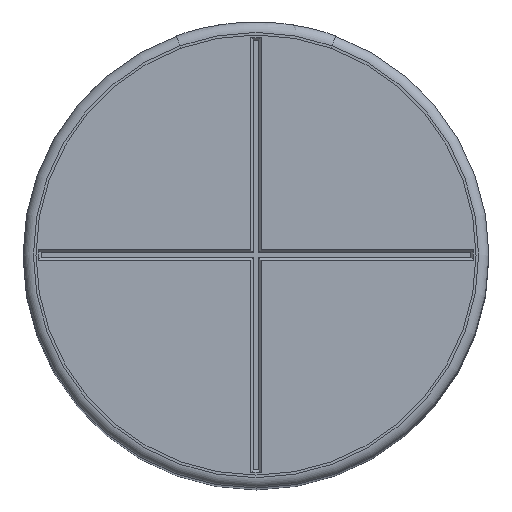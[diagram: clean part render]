
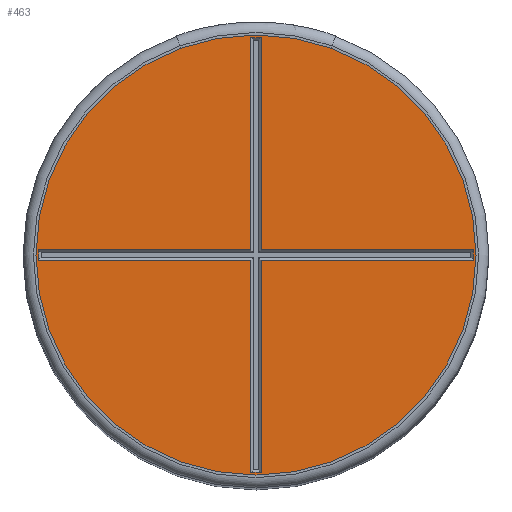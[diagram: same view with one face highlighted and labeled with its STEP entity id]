
A CAD part, top view. The second image highlights one B-rep face of the part: STEP entity #463.
In plain terms, the highlighted planar face has unit normal (0, 0, 1).
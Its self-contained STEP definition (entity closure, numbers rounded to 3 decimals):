
#463=ADVANCED_FACE('',(#1087,#1089),#1091,.T.);
#1087=FACE_BOUND('',#1088,.T.);
#1088=EDGE_LOOP('',(#1580));
#1089=FACE_BOUND('',#1090,.T.);
#1090=EDGE_LOOP('',(#1581,#1582,#1583,#1584,#1585,#1586,#1587,#1588,#1589,#1590,
#1591,#1592));
#1091=PLANE('',#1092);
#1092=AXIS2_PLACEMENT_3D('',#1093,#1094,#1095);
#1093=CARTESIAN_POINT('',(0.,0.,44.9));
#1094=DIRECTION('',(0.,0.,1.));
#1095=DIRECTION('',(1.,0.,0.));
#1580=ORIENTED_EDGE('',*,*,#1852,.T.);
#1581=ORIENTED_EDGE('',*,*,#1858,.T.);
#1582=ORIENTED_EDGE('',*,*,#1859,.T.);
#1583=ORIENTED_EDGE('',*,*,#1860,.T.);
#1584=ORIENTED_EDGE('',*,*,#1861,.T.);
#1585=ORIENTED_EDGE('',*,*,#1862,.T.);
#1586=ORIENTED_EDGE('',*,*,#1863,.T.);
#1587=ORIENTED_EDGE('',*,*,#1864,.T.);
#1588=ORIENTED_EDGE('',*,*,#1865,.T.);
#1589=ORIENTED_EDGE('',*,*,#1866,.T.);
#1590=ORIENTED_EDGE('',*,*,#1867,.T.);
#1591=ORIENTED_EDGE('',*,*,#1868,.T.);
#1592=ORIENTED_EDGE('',*,*,#1869,.T.);
#1852=EDGE_CURVE('',#2134,#2134,#2135,.T.);
#1858=EDGE_CURVE('',#2146,#2147,#2148,.F.);
#1859=EDGE_CURVE('',#2147,#2149,#2150,.F.);
#1860=EDGE_CURVE('',#2149,#2151,#2152,.F.);
#1861=EDGE_CURVE('',#2151,#2153,#2154,.F.);
#1862=EDGE_CURVE('',#2153,#2155,#2156,.F.);
#1863=EDGE_CURVE('',#2155,#2157,#2158,.F.);
#1864=EDGE_CURVE('',#2157,#2159,#2160,.F.);
#1865=EDGE_CURVE('',#2159,#2161,#2162,.F.);
#1866=EDGE_CURVE('',#2161,#2163,#2164,.F.);
#1867=EDGE_CURVE('',#2163,#2165,#2166,.F.);
#1868=EDGE_CURVE('',#2165,#2167,#2168,.F.);
#1869=EDGE_CURVE('',#2167,#2146,#2169,.F.);
#2134=VERTEX_POINT('',#2792);
#2135=CIRCLE('',#2793,8.5);
#2146=VERTEX_POINT('',#2820);
#2147=VERTEX_POINT('',#2821);
#2148=LINE('',#2822,#2823);
#2149=VERTEX_POINT('',#2825);
#2150=LINE('',#2826,#2827);
#2151=VERTEX_POINT('',#2829);
#2152=LINE('',#2830,#2831);
#2153=VERTEX_POINT('',#2833);
#2154=LINE('',#2834,#2835);
#2155=VERTEX_POINT('',#2837);
#2156=LINE('',#2838,#2839);
#2157=VERTEX_POINT('',#2841);
#2158=LINE('',#2842,#2843);
#2159=VERTEX_POINT('',#2845);
#2160=LINE('',#2846,#2847);
#2161=VERTEX_POINT('',#2849);
#2162=LINE('',#2850,#2851);
#2163=VERTEX_POINT('',#2853);
#2164=LINE('',#2854,#2855);
#2165=VERTEX_POINT('',#2857);
#2166=LINE('',#2858,#2859);
#2167=VERTEX_POINT('',#2861);
#2168=LINE('',#2862,#2863);
#2169=LINE('',#2865,#2866);
#2792=CARTESIAN_POINT('',(8.5,0.,44.9));
#2793=AXIS2_PLACEMENT_3D('',#2794,#2795,#2796);
#2794=CARTESIAN_POINT('',(0.,0.,44.9));
#2795=DIRECTION('',(0.,0.,1.));
#2796=DIRECTION('',(1.,0.,0.));
#2820=CARTESIAN_POINT('',(-0.2,-0.2,44.9));
#2821=CARTESIAN_POINT('',(-8.4,-0.2,44.9));
#2822=CARTESIAN_POINT('',(-8.4,-0.2,44.9));
#2823=VECTOR('',#2824,1.);
#2824=DIRECTION('',(1.,0.,0.));
#2825=CARTESIAN_POINT('',(-8.4,0.2,44.9));
#2826=CARTESIAN_POINT('',(-8.4,0.2,44.9));
#2827=VECTOR('',#2828,1.);
#2828=DIRECTION('',(0.,-1.,0.));
#2829=CARTESIAN_POINT('',(-0.2,0.2,44.9));
#2830=CARTESIAN_POINT('',(-0.2,0.2,44.9));
#2831=VECTOR('',#2832,1.);
#2832=DIRECTION('',(-1.,0.,0.));
#2833=CARTESIAN_POINT('',(-0.2,8.4,44.9));
#2834=CARTESIAN_POINT('',(-0.2,8.4,44.9));
#2835=VECTOR('',#2836,1.);
#2836=DIRECTION('',(0.,-1.,0.));
#2837=CARTESIAN_POINT('',(0.2,8.4,44.9));
#2838=CARTESIAN_POINT('',(0.2,8.4,44.9));
#2839=VECTOR('',#2840,1.);
#2840=DIRECTION('',(-1.,0.,0.));
#2841=CARTESIAN_POINT('',(0.2,0.2,44.9));
#2842=CARTESIAN_POINT('',(0.2,0.2,44.9));
#2843=VECTOR('',#2844,1.);
#2844=DIRECTION('',(0.,1.,0.));
#2845=CARTESIAN_POINT('',(8.4,0.2,44.9));
#2846=CARTESIAN_POINT('',(8.4,0.2,44.9));
#2847=VECTOR('',#2848,1.);
#2848=DIRECTION('',(-1.,0.,0.));
#2849=CARTESIAN_POINT('',(8.4,-0.2,44.9));
#2850=CARTESIAN_POINT('',(8.4,-0.2,44.9));
#2851=VECTOR('',#2852,1.);
#2852=DIRECTION('',(0.,1.,0.));
#2853=CARTESIAN_POINT('',(0.2,-0.2,44.9));
#2854=CARTESIAN_POINT('',(0.2,-0.2,44.9));
#2855=VECTOR('',#2856,1.);
#2856=DIRECTION('',(1.,0.,0.));
#2857=CARTESIAN_POINT('',(0.2,-8.4,44.9));
#2858=CARTESIAN_POINT('',(0.2,-8.4,44.9));
#2859=VECTOR('',#2860,1.);
#2860=DIRECTION('',(0.,1.,0.));
#2861=CARTESIAN_POINT('',(-0.2,-8.4,44.9));
#2862=CARTESIAN_POINT('',(-0.2,-8.4,44.9));
#2863=VECTOR('',#2864,1.);
#2864=DIRECTION('',(1.,0.,0.));
#2865=CARTESIAN_POINT('',(-0.2,-0.2,44.9));
#2866=VECTOR('',#2867,1.);
#2867=DIRECTION('',(0.,-1.,0.));
